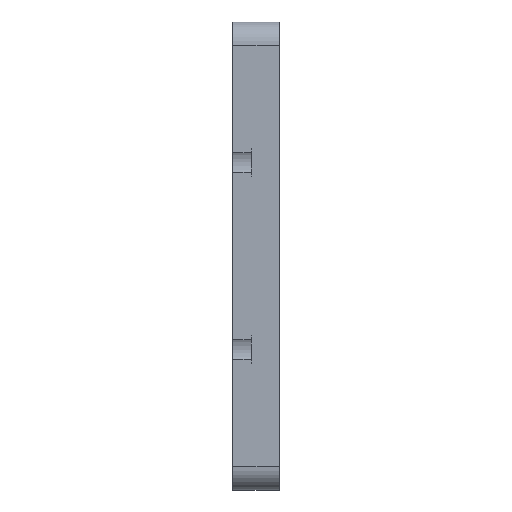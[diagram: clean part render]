
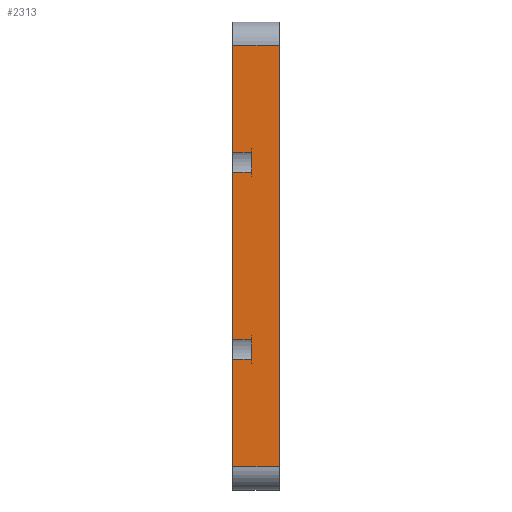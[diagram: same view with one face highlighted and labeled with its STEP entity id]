
A CAD part, left-side view. The second image highlights one B-rep face of the part: STEP entity #2313.
In plain terms, the highlighted planar face has unit normal (-1, 0, 0).
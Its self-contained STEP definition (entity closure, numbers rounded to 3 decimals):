
#26 = LINE ( 'NONE', #3864, #457 ) ;
#136 = DIRECTION ( 'NONE',  ( 0., 0., 1. ) ) ;
#167 = CARTESIAN_POINT ( 'NONE',  ( -185., 20., 100. ) ) ;
#169 = EDGE_CURVE ( 'NONE', #360, #1380, #3433, .T. ) ;
#231 = CARTESIAN_POINT ( 'NONE',  ( -185., 20., -90. ) ) ;
#288 = CARTESIAN_POINT ( 'NONE',  ( -185., 20., 35.877 ) ) ;
#300 = LINE ( 'NONE', #984, #3419 ) ;
#335 = LINE ( 'NONE', #3391, #3065 ) ;
#360 = VERTEX_POINT ( 'NONE', #2156 ) ;
#377 = CARTESIAN_POINT ( 'NONE',  ( -185., 20., 100. ) ) ;
#393 = PLANE ( 'NONE',  #3170 ) ;
#408 = EDGE_CURVE ( 'NONE', #3628, #1954, #1617, .T. ) ;
#428 = VERTEX_POINT ( 'NONE', #288 ) ;
#451 = DIRECTION ( 'NONE',  ( 0., 0., -1. ) ) ;
#457 = VECTOR ( 'NONE', #1078, 1000. ) ;
#484 = VERTEX_POINT ( 'NONE', #720 ) ;
#598 = DIRECTION ( 'NONE',  ( 0., 1., 0. ) ) ;
#605 = DIRECTION ( 'NONE',  ( 0., 0., -1. ) ) ;
#685 = EDGE_CURVE ( 'NONE', #4403, #428, #4967, .T. ) ;
#720 = CARTESIAN_POINT ( 'NONE',  ( -185., 20., 90. ) ) ;
#774 = VECTOR ( 'NONE', #4000, 1000. ) ;
#786 = VECTOR ( 'NONE', #3323, 1000. ) ;
#810 = DIRECTION ( 'NONE',  ( 0., -1., 0. ) ) ;
#841 = VERTEX_POINT ( 'NONE', #4952 ) ;
#870 = CARTESIAN_POINT ( 'NONE',  ( -185., 20., 44.123 ) ) ;
#959 = VECTOR ( 'NONE', #136, 1000. ) ;
#984 = CARTESIAN_POINT ( 'NONE',  ( -185., 20., 100. ) ) ;
#1052 = VERTEX_POINT ( 'NONE', #231 ) ;
#1078 = DIRECTION ( 'NONE',  ( 0., 1., 0. ) ) ;
#1086 = LINE ( 'NONE', #167, #959 ) ;
#1172 = EDGE_CURVE ( 'NONE', #3948, #484, #300, .T. ) ;
#1212 = EDGE_CURVE ( 'NONE', #3948, #841, #4020, .T. ) ;
#1242 = ORIENTED_EDGE ( 'NONE', *, *, #4013, .F. ) ;
#1298 = ORIENTED_EDGE ( 'NONE', *, *, #5011, .F. ) ;
#1311 = ORIENTED_EDGE ( 'NONE', *, *, #1926, .T. ) ;
#1380 = VERTEX_POINT ( 'NONE', #1490 ) ;
#1389 = DIRECTION ( 'NONE',  ( 0., 0., 1. ) ) ;
#1490 = CARTESIAN_POINT ( 'NONE',  ( -185., 12., -44.123 ) ) ;
#1617 = LINE ( 'NONE', #2321, #2724 ) ;
#1851 = LINE ( 'NONE', #4505, #786 ) ;
#1926 = EDGE_CURVE ( 'NONE', #1954, #484, #335, .T. ) ;
#1954 = VERTEX_POINT ( 'NONE', #4204 ) ;
#2026 = ORIENTED_EDGE ( 'NONE', *, *, #408, .T. ) ;
#2135 = CARTESIAN_POINT ( 'NONE',  ( -185., 0., -90. ) ) ;
#2156 = CARTESIAN_POINT ( 'NONE',  ( -185., 12., -35.877 ) ) ;
#2225 = VECTOR ( 'NONE', #810, 1000. ) ;
#2297 = VECTOR ( 'NONE', #605, 1000. ) ;
#2313 = ADVANCED_FACE ( 'NONE', ( #3318 ), #393, .F. ) ;
#2321 = CARTESIAN_POINT ( 'NONE',  ( -185., 0., 100. ) ) ;
#2329 = EDGE_CURVE ( 'NONE', #1052, #3628, #4064, .T. ) ;
#2340 = VECTOR ( 'NONE', #3230, 1000. ) ;
#2382 = DIRECTION ( 'NONE',  ( 1., 0., 0. ) ) ;
#2389 = CARTESIAN_POINT ( 'NONE',  ( -185., 20., 35.877 ) ) ;
#2428 = LINE ( 'NONE', #2634, #2297 ) ;
#2447 = DIRECTION ( 'NONE',  ( 0., 0., -1. ) ) ;
#2466 = ORIENTED_EDGE ( 'NONE', *, *, #4102, .T. ) ;
#2525 = VERTEX_POINT ( 'NONE', #3286 ) ;
#2561 = VECTOR ( 'NONE', #3159, 1000. ) ;
#2634 = CARTESIAN_POINT ( 'NONE',  ( -185., 12., 100. ) ) ;
#2724 = VECTOR ( 'NONE', #3452, 1000. ) ;
#2742 = CARTESIAN_POINT ( 'NONE',  ( -185., 20., -44.123 ) ) ;
#2755 = LINE ( 'NONE', #4310, #2561 ) ;
#2802 = CARTESIAN_POINT ( 'NONE',  ( -185., 20., 44.123 ) ) ;
#2815 = CARTESIAN_POINT ( 'NONE',  ( -185., 20., -90. ) ) ;
#2991 = ORIENTED_EDGE ( 'NONE', *, *, #4612, .T. ) ;
#3041 = ORIENTED_EDGE ( 'NONE', *, *, #1172, .F. ) ;
#3065 = VECTOR ( 'NONE', #598, 1000. ) ;
#3159 = DIRECTION ( 'NONE',  ( 0., -1., 0. ) ) ;
#3163 = ORIENTED_EDGE ( 'NONE', *, *, #169, .T. ) ;
#3170 = AXIS2_PLACEMENT_3D ( 'NONE', #377, #2382, #2447 ) ;
#3230 = DIRECTION ( 'NONE',  ( 0., 1., 0. ) ) ;
#3286 = CARTESIAN_POINT ( 'NONE',  ( -185., 20., -35.877 ) ) ;
#3318 = FACE_OUTER_BOUND ( 'NONE', #3501, .T. ) ;
#3323 = DIRECTION ( 'NONE',  ( 0., 0., 1. ) ) ;
#3391 = CARTESIAN_POINT ( 'NONE',  ( -185., 20., 90. ) ) ;
#3419 = VECTOR ( 'NONE', #1389, 1000. ) ;
#3433 = LINE ( 'NONE', #3624, #5164 ) ;
#3452 = DIRECTION ( 'NONE',  ( 0., 0., 1. ) ) ;
#3501 = EDGE_LOOP ( 'NONE', ( #2991, #4913, #1242, #4345, #3163, #2466, #1298, #5225, #2026, #1311, #3041, #3938 ) ) ;
#3624 = CARTESIAN_POINT ( 'NONE',  ( -185., 12., 100. ) ) ;
#3628 = VERTEX_POINT ( 'NONE', #2135 ) ;
#3856 = VERTEX_POINT ( 'NONE', #2742 ) ;
#3864 = CARTESIAN_POINT ( 'NONE',  ( -185., 20., -44.123 ) ) ;
#3938 = ORIENTED_EDGE ( 'NONE', *, *, #1212, .T. ) ;
#3948 = VERTEX_POINT ( 'NONE', #870 ) ;
#4000 = DIRECTION ( 'NONE',  ( 0., -1., 0. ) ) ;
#4013 = EDGE_CURVE ( 'NONE', #2525, #428, #1086, .T. ) ;
#4020 = LINE ( 'NONE', #2802, #774 ) ;
#4064 = LINE ( 'NONE', #2815, #2225 ) ;
#4076 = CARTESIAN_POINT ( 'NONE',  ( -185., 12., 35.877 ) ) ;
#4102 = EDGE_CURVE ( 'NONE', #1380, #3856, #26, .T. ) ;
#4204 = CARTESIAN_POINT ( 'NONE',  ( -185., 0., 90. ) ) ;
#4224 = EDGE_CURVE ( 'NONE', #2525, #360, #2755, .T. ) ;
#4310 = CARTESIAN_POINT ( 'NONE',  ( -185., 20., -35.877 ) ) ;
#4345 = ORIENTED_EDGE ( 'NONE', *, *, #4224, .T. ) ;
#4403 = VERTEX_POINT ( 'NONE', #4076 ) ;
#4505 = CARTESIAN_POINT ( 'NONE',  ( -185., 20., 100. ) ) ;
#4612 = EDGE_CURVE ( 'NONE', #841, #4403, #2428, .T. ) ;
#4913 = ORIENTED_EDGE ( 'NONE', *, *, #685, .T. ) ;
#4952 = CARTESIAN_POINT ( 'NONE',  ( -185., 12., 44.123 ) ) ;
#4967 = LINE ( 'NONE', #2389, #2340 ) ;
#5011 = EDGE_CURVE ( 'NONE', #1052, #3856, #1851, .T. ) ;
#5164 = VECTOR ( 'NONE', #451, 1000. ) ;
#5225 = ORIENTED_EDGE ( 'NONE', *, *, #2329, .T. ) ;
